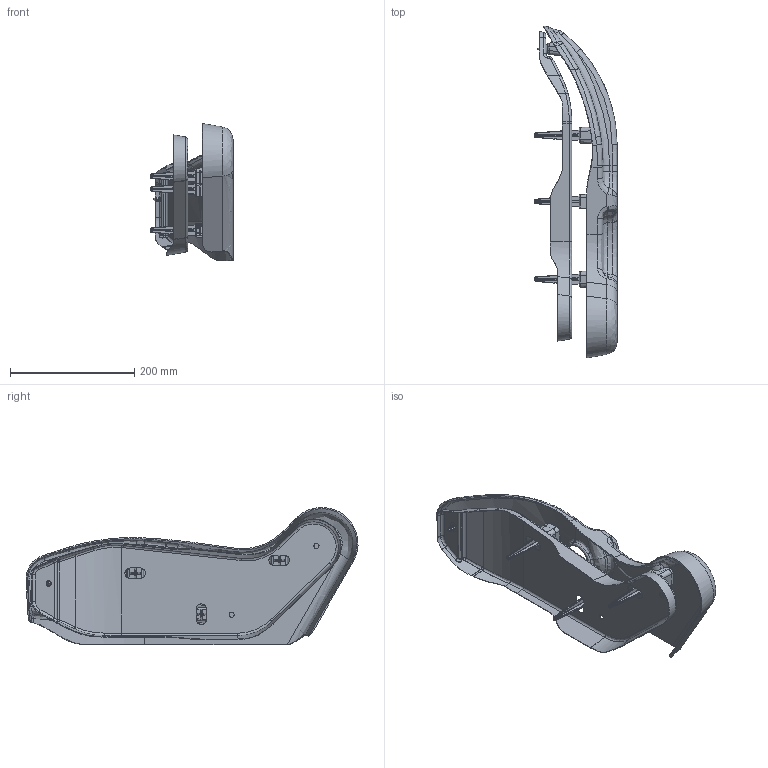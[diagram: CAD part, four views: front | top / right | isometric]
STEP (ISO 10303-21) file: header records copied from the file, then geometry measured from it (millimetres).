
FILE_DESCRIPTION(('FreeCAD Model'),'2;1');
FILE_NAME('Open CASCADE Shape Model','2025-05-04T04:43:43',('FreeCAD'),( 'FreeCAD'),'Open CASCADE STEP processor 7.6','FreeCAD','Unknown');
FILE_SCHEMA(('AUTOMOTIVE_DESIGN { 1 0 10303 214 1 1 1 1 }'));
Products named in the file (1): Open CASCADE STEP translator 7.6 1
Bounding box: 132.73 x 535.14 x 220.84 mm (x, y, z)
Volume: 337630.3 mm3; surface area: 432526.9 mm2
Topology: 2 solids, 254 shells, 1262 faces, 3757 edges, 2744 vertices
Faces by surface type: bspline 1262
Entity records: 82666 total; most frequent: CARTESIAN_POINT 61389, ORIENTED_EDGE 6318, EDGE_CURVE 3739, B_SPLINE_CURVE_WITH_KNOTS 3266, VERTEX_POINT 2744, FACE_BOUND 1295, EDGE_LOOP 1295, ADVANCED_FACE 1262
